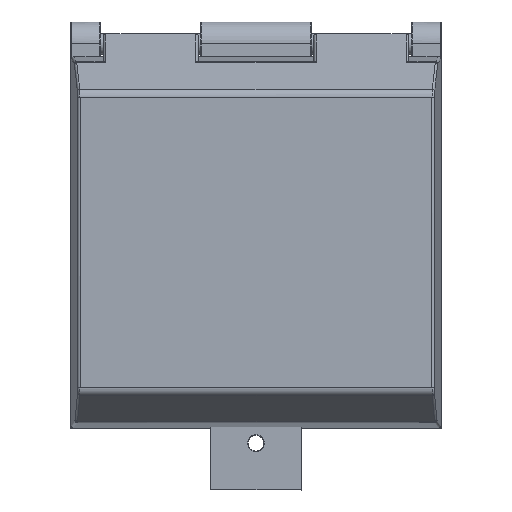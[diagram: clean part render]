
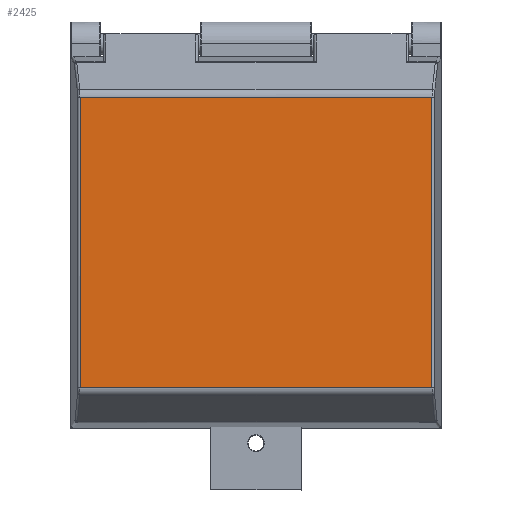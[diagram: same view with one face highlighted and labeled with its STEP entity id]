
A CAD part, top view. The second image highlights one B-rep face of the part: STEP entity #2425.
In plain terms, the highlighted planar face has unit normal (0, 0, 1).
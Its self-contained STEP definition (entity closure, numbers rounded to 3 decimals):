
#1753=PLANE('',#20934);
#2425=ADVANCED_FACE('',(#3219),#1753,.T.);
#3219=FACE_OUTER_BOUND('',#4175,.T.);
#4175=EDGE_LOOP('',(#8847,#8848,#8849,#8850));
#8847=ORIENTED_EDGE('',*,*,#14646,.F.);
#8848=ORIENTED_EDGE('',*,*,#14647,.F.);
#8849=ORIENTED_EDGE('',*,*,#14648,.F.);
#8850=ORIENTED_EDGE('',*,*,#14430,.F.);
#11424=VERTEX_POINT('',#33094);
#11425=VERTEX_POINT('',#33096);
#11561=VERTEX_POINT('',#34104);
#11564=VERTEX_POINT('',#34154);
#14430=EDGE_CURVE('',#11424,#11425,#16926,.T.);
#14646=EDGE_CURVE('',#11564,#11424,#17035,.T.);
#14647=EDGE_CURVE('',#11561,#11564,#17036,.T.);
#14648=EDGE_CURVE('',#11425,#11561,#17037,.T.);
#16926=LINE('',#33095,#19149);
#17035=LINE('',#34153,#19258);
#17036=LINE('',#34155,#19259);
#17037=LINE('',#34156,#19260);
#19149=VECTOR('',#24873,1.);
#19258=VECTOR('',#25220,1.);
#19259=VECTOR('',#25221,1.);
#19260=VECTOR('',#25222,1.);
#20934=AXIS2_PLACEMENT_3D('',#34157,#25223,#25224);
#24873=DIRECTION('',(0.,-1.,0.));
#25220=DIRECTION('',(1.,0.,0.));
#25221=DIRECTION('',(0.,1.,0.));
#25222=DIRECTION('',(-1.,0.,0.));
#25223=DIRECTION('',(0.,0.,1.));
#25224=DIRECTION('',(0.,-1.,0.));
#33094=CARTESIAN_POINT('',(50.292,-54.258,56.667));
#33095=CARTESIAN_POINT('',(50.292,-54.258,56.667));
#33096=CARTESIAN_POINT('',(50.292,-116.889,56.667));
#34104=CARTESIAN_POINT('',(-25.667,-116.889,56.667));
#34153=CARTESIAN_POINT('',(-25.667,-54.258,56.667));
#34154=CARTESIAN_POINT('',(-25.667,-54.258,56.667));
#34155=CARTESIAN_POINT('',(-25.667,-116.889,56.667));
#34156=CARTESIAN_POINT('',(50.292,-116.889,56.667));
#34157=CARTESIAN_POINT('',(12.312,-85.493,56.667));
